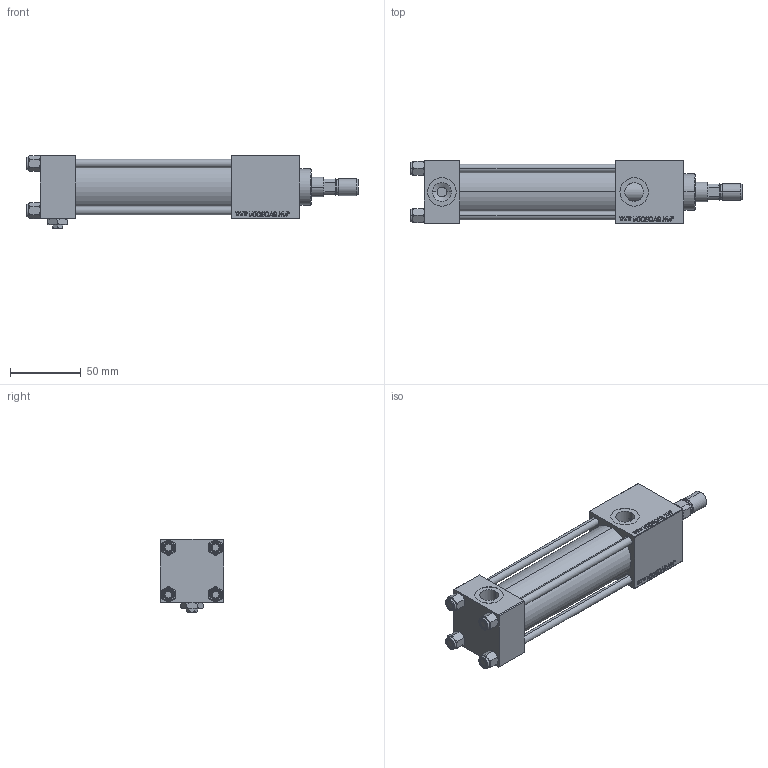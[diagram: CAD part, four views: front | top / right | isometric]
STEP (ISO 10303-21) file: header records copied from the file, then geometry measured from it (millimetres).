
FILE_DESCRIPTION (( 'STEP AP203' ), '1' );
FILE_NAME ('3230.STEP', '2022-04-16T08:12:22', ( '' ), ( '' ), 'SwSTEP 2.0', 'SolidWorks 2019', '' );
FILE_SCHEMA (( 'CONFIG_CONTROL_DESIGN' ));
Length unit declared in the file: millimetre
Products named in the file (8): V215CR_C_TYCINKA d596f56aaa7033a2fd885c3153aa412f; NUT_M5_C d596f56aaa7033a2fd885c3153aa412f; Zatka_pro_OIL_PORT d596f56aaa7033a2fd885c3153aa412f; V215_VC_A d596f56aaa7033a2fd885c3153aa412f; ROD_END_AH d596f56aaa7033a2fd885c3153aa412f; 3230; V215CR_C_Body d596f56aaa7033a2fd885c3153aa412f; V215CR_VCP_C d596f56aaa7033a2fd885c3153aa412f
Assembly tree (13 placements, depth 2):
  3230
    V215CR_C_Body d596f56aaa7033a2fd885c3153aa412f
    V215CR_VCP_C d596f56aaa7033a2fd885c3153aa412f
    NUT_M5_C d596f56aaa7033a2fd885c3153aa412f  x4
    V215CR_C_TYCINKA d596f56aaa7033a2fd885c3153aa412f  x4
    V215_VC_A d596f56aaa7033a2fd885c3153aa412f
    ROD_END_AH d596f56aaa7033a2fd885c3153aa412f
    Zatka_pro_OIL_PORT d596f56aaa7033a2fd885c3153aa412f
Bounding box: 234 x 45 x 52 mm (x, y, z)
Volume: 230538.4 mm3; surface area: 89449.3 mm2
Topology: 13 solids, 13 shells, 1220 faces, 3032 edges, 1959 vertices
Faces by surface type: plane 554, bspline 392, cone 162, cylinder 102, torus 10
Entity records: 52522 total; most frequent: CARTESIAN_POINT 27682, ORIENTED_EDGE 5556, DIRECTION 3616, EDGE_CURVE 2778, VERTEX_POINT 1815, LINE 1646, VECTOR 1646, EDGE_LOOP 1235
